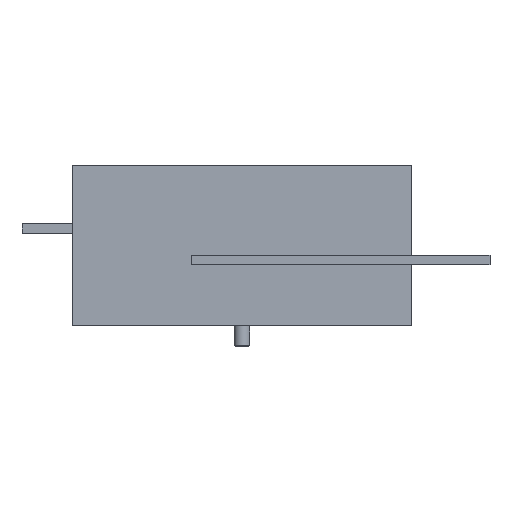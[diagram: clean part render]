
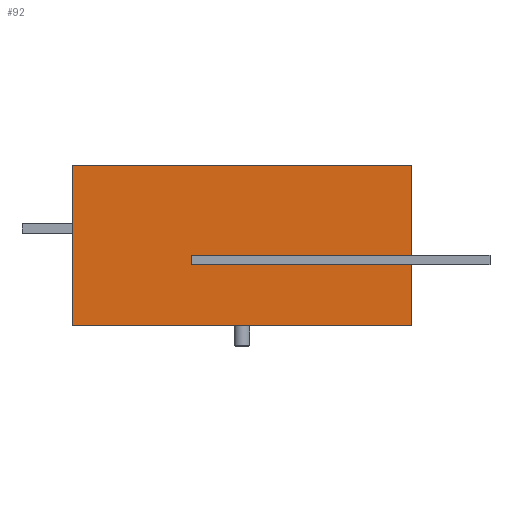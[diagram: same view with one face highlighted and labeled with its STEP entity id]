
A CAD part, front view. The second image highlights one B-rep face of the part: STEP entity #92.
In plain terms, the highlighted planar face has unit normal (0, -1, 0).
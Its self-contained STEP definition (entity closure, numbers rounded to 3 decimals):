
#92=ADVANCED_FACE('',(#505),#5039,.T.);
#505=FACE_OUTER_BOUND('',#869,.T.);
#869=EDGE_LOOP('',(#1413,#1414,#1415,#1416,#1417,#1418,#1419,#1420));
#1413=ORIENTED_EDGE('',*,*,#2867,.T.);
#1414=ORIENTED_EDGE('',*,*,#2869,.T.);
#1415=ORIENTED_EDGE('',*,*,#2873,.T.);
#1416=ORIENTED_EDGE('',*,*,#2788,.F.);
#1417=ORIENTED_EDGE('',*,*,#2789,.F.);
#1418=ORIENTED_EDGE('',*,*,#2786,.T.);
#1419=ORIENTED_EDGE('',*,*,#2787,.T.);
#1420=ORIENTED_EDGE('',*,*,#2868,.F.);
#2786=EDGE_CURVE('',#4340,#4341,#3562,.T.);
#2787=EDGE_CURVE('',#4341,#4397,#3563,.T.);
#2788=EDGE_CURVE('',#4343,#4342,#3564,.T.);
#2789=EDGE_CURVE('',#4340,#4343,#3565,.T.);
#2867=EDGE_CURVE('',#4395,#4396,#3615,.T.);
#2868=EDGE_CURVE('',#4395,#4397,#3616,.T.);
#2869=EDGE_CURVE('',#4396,#4398,#3617,.T.);
#2873=EDGE_CURVE('',#4398,#4342,#3621,.T.);
#3562=B_SPLINE_CURVE_WITH_KNOTS('',1,(#6096,#6097),.UNSPECIFIED.,.F.,.F.,
(2,2),(0.,108.),.UNSPECIFIED.);
#3563=B_SPLINE_CURVE_WITH_KNOTS('',1,(#6098,#6099),.UNSPECIFIED.,.F.,.F.,
(2,2),(0.,18.5),.UNSPECIFIED.);
#3564=B_SPLINE_CURVE_WITH_KNOTS('',1,(#6100,#6101),.UNSPECIFIED.,.F.,.F.,
(2,2),(0.,108.),.UNSPECIFIED.);
#3565=B_SPLINE_CURVE_WITH_KNOTS('',1,(#6102,#6103),.UNSPECIFIED.,.F.,.F.,
(2,2),(0.,50.),.UNSPECIFIED.);
#3615=B_SPLINE_CURVE_WITH_KNOTS('',1,(#6321,#6322),.UNSPECIFIED.,.F.,.F.,
(2,2),(-1.5,1.5),.UNSPECIFIED.);
#3616=B_SPLINE_CURVE_WITH_KNOTS('',1,(#6323,#6324),.UNSPECIFIED.,.F.,.F.,
(2,2),(38.,108.),.UNSPECIFIED.);
#3617=B_SPLINE_CURVE_WITH_KNOTS('',1,(#6325,#6326),.UNSPECIFIED.,.F.,.F.,
(2,2),(38.,108.),.UNSPECIFIED.);
#3621=B_SPLINE_CURVE_WITH_KNOTS('',1,(#6333,#6334),.UNSPECIFIED.,.F.,.F.,
(2,2),(21.5,50.),.UNSPECIFIED.);
#4340=VERTEX_POINT('',#6002);
#4341=VERTEX_POINT('',#6003);
#4342=VERTEX_POINT('',#6004);
#4343=VERTEX_POINT('',#6005);
#4395=VERTEX_POINT('',#6057);
#4396=VERTEX_POINT('',#6058);
#4397=VERTEX_POINT('',#6059);
#4398=VERTEX_POINT('',#6060);
#5039=PLANE('',#5312);
#5312=AXIS2_PLACEMENT_3D('',#5962,#5627,$);
#5627=DIRECTION('',(0.,-1.,0.));
#5962=CARTESIAN_POINT('',(-54.,-54.,499.));
#6002=CARTESIAN_POINT('',(-54.,-54.,499.));
#6003=CARTESIAN_POINT('',(54.,-54.,499.));
#6004=CARTESIAN_POINT('',(54.,-54.,550.));
#6005=CARTESIAN_POINT('',(-54.,-54.,550.));
#6057=CARTESIAN_POINT('',(-16.,-54.,518.5));
#6058=CARTESIAN_POINT('',(-16.,-54.,521.5));
#6059=CARTESIAN_POINT('',(54.,-54.,518.5));
#6060=CARTESIAN_POINT('',(54.,-54.,521.5));
#6096=CARTESIAN_POINT('',(-54.,-54.,499.));
#6097=CARTESIAN_POINT('',(54.,-54.,499.));
#6098=CARTESIAN_POINT('',(54.,-54.,499.));
#6099=CARTESIAN_POINT('',(54.,-54.,518.5));
#6100=CARTESIAN_POINT('',(-54.,-54.,550.));
#6101=CARTESIAN_POINT('',(54.,-54.,550.));
#6102=CARTESIAN_POINT('',(-54.,-54.,499.));
#6103=CARTESIAN_POINT('',(-54.,-54.,550.));
#6321=CARTESIAN_POINT('',(-16.,-54.,518.5));
#6322=CARTESIAN_POINT('',(-16.,-54.,521.5));
#6323=CARTESIAN_POINT('',(-16.,-54.,518.5));
#6324=CARTESIAN_POINT('',(54.,-54.,518.5));
#6325=CARTESIAN_POINT('',(-16.,-54.,521.5));
#6326=CARTESIAN_POINT('',(54.,-54.,521.5));
#6333=CARTESIAN_POINT('',(54.,-54.,521.5));
#6334=CARTESIAN_POINT('',(54.,-54.,550.));
